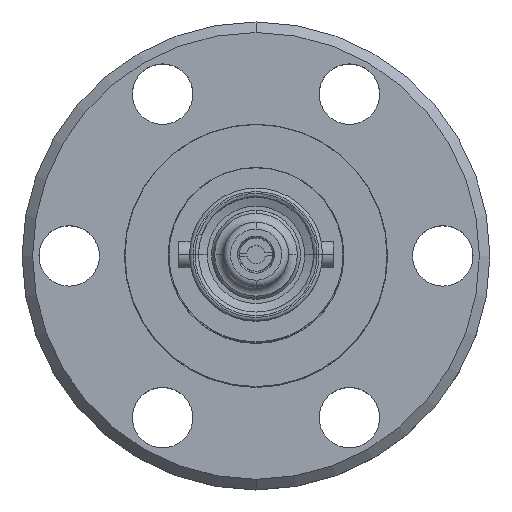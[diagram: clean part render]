
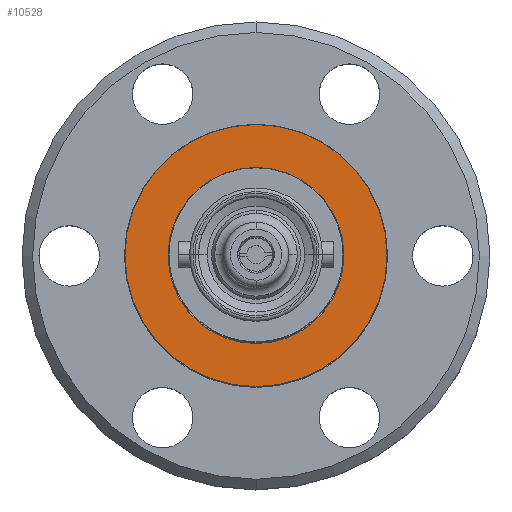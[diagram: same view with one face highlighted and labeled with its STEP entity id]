
A CAD part, top view. The second image highlights one B-rep face of the part: STEP entity #10528.
In plain terms, the highlighted planar face has unit normal (0, 0, 1).
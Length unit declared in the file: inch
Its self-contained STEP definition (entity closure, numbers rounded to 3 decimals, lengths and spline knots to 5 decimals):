
#1270 = AXIS2_PLACEMENT_3D ( 'NONE', #7042, #7043, #7044 ) ;
#1439 = CIRCLE ( 'NONE', #1270, 0.25 ) ;
#1554 = AXIS2_PLACEMENT_3D ( 'NONE', #7163, #7164, #7165 ) ;
#1707 = CIRCLE ( 'NONE', #1554, 0.3725 ) ;
#1727 = CIRCLE ( 'NONE', #1865, 0.25 ) ;
#1865 = AXIS2_PLACEMENT_3D ( 'NONE', #2997, #2998, #2999 ) ;
#2078 = CIRCLE ( 'NONE', #2082, 0.3725 ) ;
#2082 = AXIS2_PLACEMENT_3D ( 'NONE', #3043, #3044, #3045 ) ;
#2587 = EDGE_CURVE ( 'NONE', #4275, #4195, #1727, .T. ) ;
#2602 = EDGE_CURVE ( 'NONE', #4277, #4007, #2078, .T. ) ;
#2997 = CARTESIAN_POINT ( 'NONE',  ( 0., 0., 0.47105 ) ) ;
#2998 = DIRECTION ( 'NONE',  ( 0., 0., 1. ) ) ;
#2999 = DIRECTION ( 'NONE',  ( -1., 0., 0. ) ) ;
#3043 = CARTESIAN_POINT ( 'NONE',  ( 0., 0., 0.47105 ) ) ;
#3044 = DIRECTION ( 'NONE',  ( 0., 0., -1. ) ) ;
#3045 = DIRECTION ( 'NONE',  ( -1., 0., 0. ) ) ;
#4007 = VERTEX_POINT ( 'NONE', #5714 ) ;
#4195 = VERTEX_POINT ( 'NONE', #6378 ) ;
#4275 = VERTEX_POINT ( 'NONE', #6458 ) ;
#4277 = VERTEX_POINT ( 'NONE', #6460 ) ;
#4606 = EDGE_LOOP ( 'NONE', ( #9216, #9215 ) ) ;
#4655 = EDGE_LOOP ( 'NONE', ( #9217, #6932 ) ) ;
#5162 = EDGE_CURVE ( 'NONE', #4195, #4275, #1439, .T. ) ;
#5195 = EDGE_CURVE ( 'NONE', #4007, #4277, #1707, .T. ) ;
#5714 = CARTESIAN_POINT ( 'NONE',  ( 0.3725, 0., 0.47105 ) ) ;
#6378 = CARTESIAN_POINT ( 'NONE',  ( -0.25, 0., 0.47105 ) ) ;
#6458 = CARTESIAN_POINT ( 'NONE',  ( 0.25, 0., 0.47105 ) ) ;
#6460 = CARTESIAN_POINT ( 'NONE',  ( -0.3725, 0., 0.47105 ) ) ;
#6932 = ORIENTED_EDGE ( 'NONE', *, *, #5195, .F. ) ;
#7042 = CARTESIAN_POINT ( 'NONE',  ( 0., 0., 0.47105 ) ) ;
#7043 = DIRECTION ( 'NONE',  ( 0., 0., 1. ) ) ;
#7044 = DIRECTION ( 'NONE',  ( -1., 0., 0. ) ) ;
#7163 = CARTESIAN_POINT ( 'NONE',  ( 0., 0., 0.47105 ) ) ;
#7164 = DIRECTION ( 'NONE',  ( 0., 0., -1. ) ) ;
#7165 = DIRECTION ( 'NONE',  ( -1., 0., 0. ) ) ;
#7569 = CARTESIAN_POINT ( 'NONE',  ( 0., 0.3725, 0.47105 ) ) ;
#7577 = FACE_BOUND ( 'NONE', #4606, .T. ) ;
#7578 = FACE_OUTER_BOUND ( 'NONE', #4655, .T. ) ;
#7579 = PLANE ( 'NONE',  #9674 ) ;
#7581 = DIRECTION ( 'NONE',  ( 0., 0., -1. ) ) ;
#7582 = DIRECTION ( 'NONE',  ( -1., 0., 0. ) ) ;
#9215 = ORIENTED_EDGE ( 'NONE', *, *, #2587, .F. ) ;
#9216 = ORIENTED_EDGE ( 'NONE', *, *, #5162, .F. ) ;
#9217 = ORIENTED_EDGE ( 'NONE', *, *, #2602, .F. ) ;
#9674 = AXIS2_PLACEMENT_3D ( 'NONE', #7569, #7581, #7582 ) ;
#10528 = ADVANCED_FACE ( 'NONE', ( #7577, #7578 ), #7579, .F. ) ;
